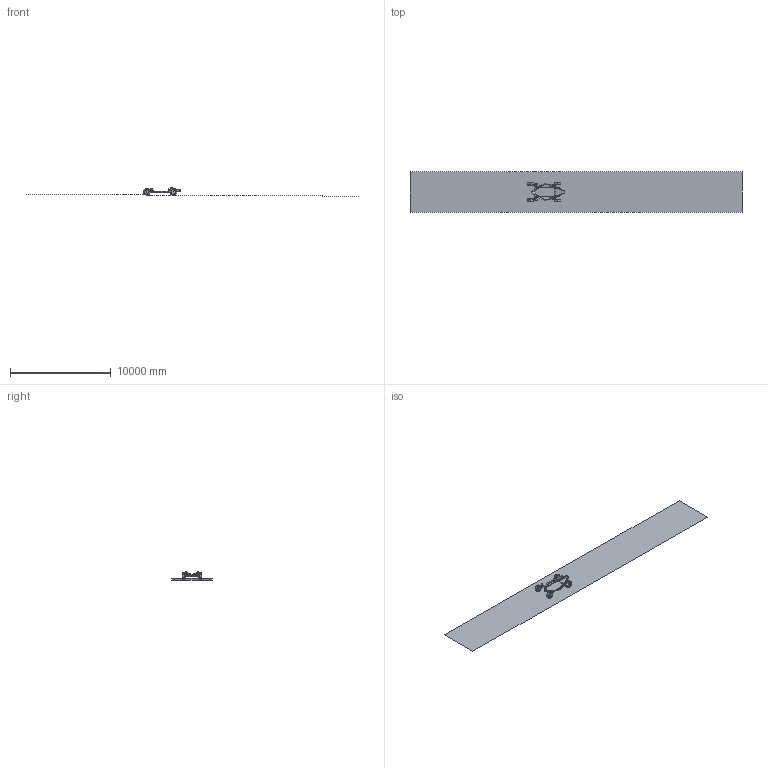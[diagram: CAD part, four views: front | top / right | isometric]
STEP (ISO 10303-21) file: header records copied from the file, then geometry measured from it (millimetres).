
FILE_DESCRIPTION(/* description */ (''),/* implementation_level */ '2;1');
FILE_NAME(/* name */ 'offroad-ppoino',/* time_stamp */ '2023-08-24T12:47:49+09:00',/* author */ (''),/* organization */ (''),/* preprocessor_version */ 'ST-DEVELOPER v16.5',/* originating_system */ 'Rhino 7.32',/* authorisation */ '');
FILE_SCHEMA (('AUTOMOTIVE_DESIGN'));
Length unit declared in the file: millimetre
Products named in the file (1): Document
Bounding box: 32999.51 x 4000 x 835.36 mm (x, y, z)
Volume: 347518195.9 mm3; surface area: 141853986.2 mm2
Topology: 4 solids, 14 shells, 172 faces, 454 edges, 278 vertices
Faces by surface type: bspline 138, plane 34
Entity records: 27426 total; most frequent: CARTESIAN_POINT 24724, ORIENTED_EDGE 776, EDGE_CURVE 438, B_SPLINE_CURVE_WITH_KNOTS 390, VERTEX_POINT 278, ADVANCED_FACE 172, FACE_OUTER_BOUND 172, EDGE_LOOP 172
